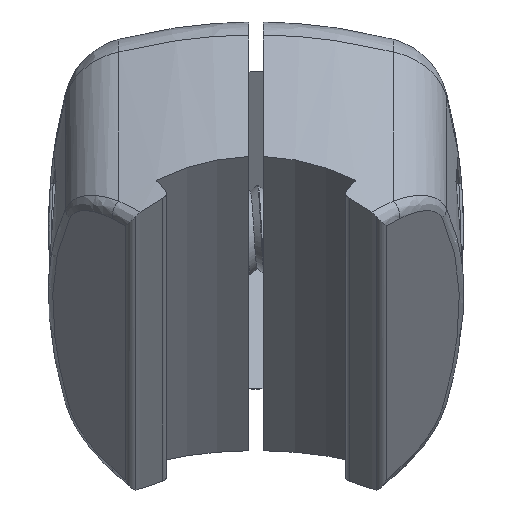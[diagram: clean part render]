
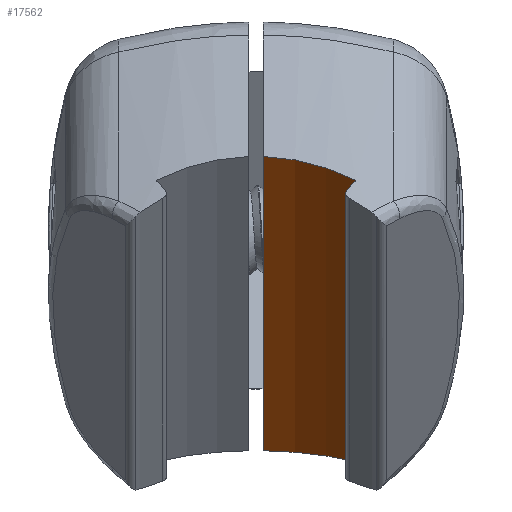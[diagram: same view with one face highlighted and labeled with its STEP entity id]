
A CAD part, top view. The second image highlights one B-rep face of the part: STEP entity #17562.
In plain terms, the highlighted cylindrical face has radius 14.2 mm (diameter 28.4 mm), a partial arc.
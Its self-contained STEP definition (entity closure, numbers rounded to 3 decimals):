
#1591 = CARTESIAN_POINT ( 'NONE',  ( 5.733, 3.794, 87.992 ) ) ;
#1709 = CARTESIAN_POINT ( 'NONE',  ( 3.163, 4.584, 87.628 ) ) ;
#2070 = VERTEX_POINT ( 'NONE', #20573 ) ;
#2900 = ORIENTED_EDGE ( 'NONE', *, *, #5055, .T. ) ;
#3132 = VERTEX_POINT ( 'NONE', #8699 ) ;
#3393 = DIRECTION ( 'NONE',  ( 0., -0.707, -0.707 ) ) ;
#3810 = DIRECTION ( 'NONE',  ( 0., -0.707, -0.707 ) ) ;
#4377 = EDGE_CURVE ( 'NONE', #2070, #21193, #4748, .T. ) ;
#4528 = ORIENTED_EDGE ( 'NONE', *, *, #6043, .F. ) ;
#4625 = CARTESIAN_POINT ( 'NONE',  ( 0.5, 4.914, 87.48 ) ) ;
#4636 = ORIENTED_EDGE ( 'NONE', *, *, #16332, .F. ) ;
#4748 = B_SPLINE_CURVE_WITH_KNOTS ( 'NONE', 3,
 ( #8675, #19200, #21063, #22915, #17342, #7067, #14192, #19436 ),
 .UNSPECIFIED., .F., .F.,
 ( 4, 2, 2, 4 ),
 ( 0., 0.25, 0.5, 1. ),
 .UNSPECIFIED. ) ;
#5055 = EDGE_CURVE ( 'NONE', #3132, #21193, #21572, .T. ) ;
#5300 = CARTESIAN_POINT ( 'NONE',  ( 4.729, 4.177, 87.814 ) ) ;
#6043 = EDGE_CURVE ( 'NONE', #18425, #2070, #17753, .T. ) ;
#6320 = B_SPLINE_CURVE_WITH_KNOTS ( 'NONE', 3,
 ( #4625, #18710, #9920, #7025, #1709, #5300, #1591, #20696 ),
 .UNSPECIFIED., .F., .F.,
 ( 4, 2, 2, 4 ),
 ( 0., 0.25, 0.5, 1. ),
 .UNSPECIFIED. ) ;
#7025 = CARTESIAN_POINT ( 'NONE',  ( 2.634, 4.692, 87.58 ) ) ;
#7067 = CARTESIAN_POINT ( 'NONE',  ( 2.637, -14.966, 67.879 ) ) ;
#8675 = CARTESIAN_POINT ( 'NONE',  ( 6.694, -15.63, 69.295 ) ) ;
#8699 = CARTESIAN_POINT ( 'NONE',  ( 0.5, 4.914, 87.48 ) ) ;
#9497 = CARTESIAN_POINT ( 'NONE',  ( 0.5, 4.914, 87.48 ) ) ;
#9920 = CARTESIAN_POINT ( 'NONE',  ( 1.572, 4.847, 87.51 ) ) ;
#10817 = CARTESIAN_POINT ( 'NONE',  ( 0.5, -14.88, 67.686 ) ) ;
#11020 = AXIS2_PLACEMENT_3D ( 'NONE', #20652, #3393, #20533 ) ;
#12724 = DIRECTION ( 'NONE',  ( 0., -0.707, -0.707 ) ) ;
#13308 = ORIENTED_EDGE ( 'NONE', *, *, #4377, .F. ) ;
#14192 = CARTESIAN_POINT ( 'NONE',  ( 1.575, -14.897, 67.723 ) ) ;
#16332 = EDGE_CURVE ( 'NONE', #3132, #18425, #6320, .T. ) ;
#16657 = VECTOR ( 'NONE', #3810, 1000. ) ;
#17342 = CARTESIAN_POINT ( 'NONE',  ( 4.209, -15.152, 68.288 ) ) ;
#17562 = ADVANCED_FACE ( 'NONE', ( #18782 ), #19219, .F. ) ;
#17753 = LINE ( 'NONE', #19642, #16657 ) ;
#17789 = CARTESIAN_POINT ( 'NONE',  ( 6.694, 3.305, 88.23 ) ) ;
#18425 = VERTEX_POINT ( 'NONE', #17789 ) ;
#18510 = EDGE_LOOP ( 'NONE', ( #2900, #13308, #4528, #4636 ) ) ;
#18710 = CARTESIAN_POINT ( 'NONE',  ( 1.037, 4.896, 87.488 ) ) ;
#18782 = FACE_OUTER_BOUND ( 'NONE', #18510, .T. ) ;
#19200 = CARTESIAN_POINT ( 'NONE',  ( 6.213, -15.511, 69.05 ) ) ;
#19219 = CYLINDRICAL_SURFACE ( 'NONE', #11020, 14.2 ) ;
#19436 = CARTESIAN_POINT ( 'NONE',  ( 0.5, -14.88, 67.686 ) ) ;
#19642 = CARTESIAN_POINT ( 'NONE',  ( 6.694, 3.305, 88.23 ) ) ;
#20533 = DIRECTION ( 'NONE',  ( 0., 0.707, -0.707 ) ) ;
#20573 = CARTESIAN_POINT ( 'NONE',  ( 6.694, -15.63, 69.295 ) ) ;
#20620 = VECTOR ( 'NONE', #12724, 1000. ) ;
#20652 = CARTESIAN_POINT ( 'NONE',  ( 0., -50.373, 52.262 ) ) ;
#20696 = CARTESIAN_POINT ( 'NONE',  ( 6.694, 3.305, 88.23 ) ) ;
#21063 = CARTESIAN_POINT ( 'NONE',  ( 5.722, -15.407, 68.833 ) ) ;
#21193 = VERTEX_POINT ( 'NONE', #10817 ) ;
#21572 = LINE ( 'NONE', #9497, #20620 ) ;
#22915 = CARTESIAN_POINT ( 'NONE',  ( 4.719, -15.227, 68.451 ) ) ;
